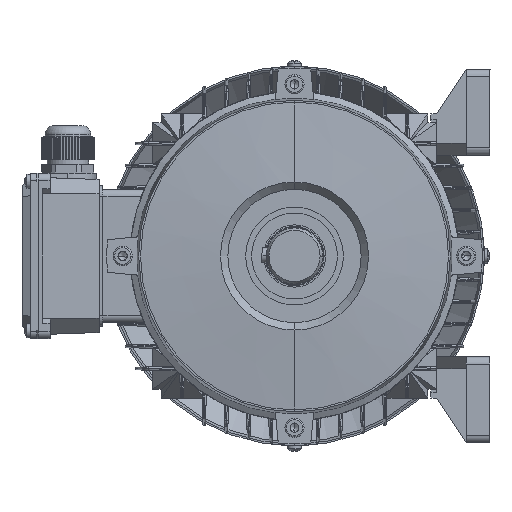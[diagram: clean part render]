
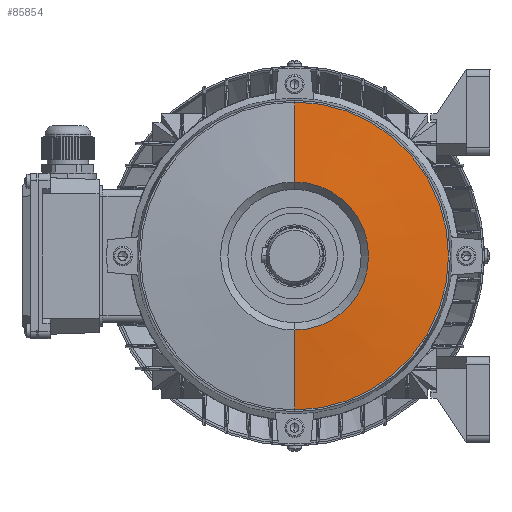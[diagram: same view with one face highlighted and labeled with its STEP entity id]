
A CAD part, left-side view. The second image highlights one B-rep face of the part: STEP entity #85854.
In plain terms, the highlighted conical face has half-angle 85 degrees and reference radius 104 mm.
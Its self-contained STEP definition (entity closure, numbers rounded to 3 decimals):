
#7980 = DIRECTION ( 'NONE',  ( 0.087, 0., 0.996 ) ) ;
#7981 = VECTOR ( 'NONE', #7980, 1000. ) ;
#7982 = CARTESIAN_POINT ( 'NONE',  ( 4.724, 0., 104. ) ) ;
#7983 = LINE ( 'NONE', #7982, #7981 ) ;
#7984 = CARTESIAN_POINT ( 'NONE',  ( 0., 0., -50. ) ) ;
#7985 = CARTESIAN_POINT ( 'NONE',  ( 0., 0., 50. ) ) ;
#8007 = CARTESIAN_POINT ( 'NONE',  ( 4.724, 0., -104. ) ) ;
#8100 = DIRECTION ( 'NONE',  ( 0.087, 0., -0.996 ) ) ;
#8101 = VECTOR ( 'NONE', #8100, 1000. ) ;
#8102 = CARTESIAN_POINT ( 'NONE',  ( 4.724, 0., -104. ) ) ;
#8103 = LINE ( 'NONE', #8102, #8101 ) ;
#8123 = CARTESIAN_POINT ( 'NONE',  ( 4.724, 0., 104. ) ) ;
#8137 = DIRECTION ( 'NONE',  ( 0., 0., 1. ) ) ;
#8138 = DIRECTION ( 'NONE',  ( -1., 0., 0. ) ) ;
#8139 = CARTESIAN_POINT ( 'NONE',  ( 0., 0., 0. ) ) ;
#8140 = AXIS2_PLACEMENT_3D ( 'NONE', #8139, #8138, #8137 ) ;
#8141 = CIRCLE ( 'NONE', #8140, 50. ) ;
#9469 = DIRECTION ( 'NONE',  ( 0., 0., 1. ) ) ;
#9471 = DIRECTION ( 'NONE',  ( -1., 0., 0. ) ) ;
#9473 = CARTESIAN_POINT ( 'NONE',  ( 4.724, 0., 0. ) ) ;
#9474 = AXIS2_PLACEMENT_3D ( 'NONE', #9473, #9471, #9469 ) ;
#9476 = CIRCLE ( 'NONE', #9474, 104. ) ;
#9525 = FACE_OUTER_BOUND ( 'NONE', #85855, .T. ) ;
#9526 = CONICAL_SURFACE ( 'NONE', #9628, 104., 1.484 ) ;
#9624 = DIRECTION ( 'NONE',  ( 0., 0., -1. ) ) ;
#9626 = DIRECTION ( 'NONE',  ( 1., 0., 0. ) ) ;
#9627 = CARTESIAN_POINT ( 'NONE',  ( 4.724, 0., 0. ) ) ;
#9628 = AXIS2_PLACEMENT_3D ( 'NONE', #9627, #9626, #9624 ) ;
#85211 = VERTEX_POINT ( 'NONE', #7985 ) ;
#85212 = VERTEX_POINT ( 'NONE', #7984 ) ;
#85214 = EDGE_CURVE ( 'NONE', #85211, #85288, #7983, .T. ) ;
#85229 = VERTEX_POINT ( 'NONE', #8007 ) ;
#85271 = EDGE_CURVE ( 'NONE', #85212, #85229, #8103, .T. ) ;
#85281 = EDGE_CURVE ( 'NONE', #85212, #85211, #8141, .T. ) ;
#85288 = VERTEX_POINT ( 'NONE', #8123 ) ;
#85830 = ORIENTED_EDGE ( 'NONE', *, *, #85271, .T. ) ;
#85831 = ORIENTED_EDGE ( 'NONE', *, *, #85832, .T. ) ;
#85832 = EDGE_CURVE ( 'NONE', #85229, #85288, #9476, .T. ) ;
#85854 = ADVANCED_FACE ( 'NONE', ( #9525 ), #9526, .T. ) ;
#85855 = EDGE_LOOP ( 'NONE', ( #85856, #85857, #85830, #85831 ) ) ;
#85856 = ORIENTED_EDGE ( 'NONE', *, *, #85214, .F. ) ;
#85857 = ORIENTED_EDGE ( 'NONE', *, *, #85281, .F. ) ;
